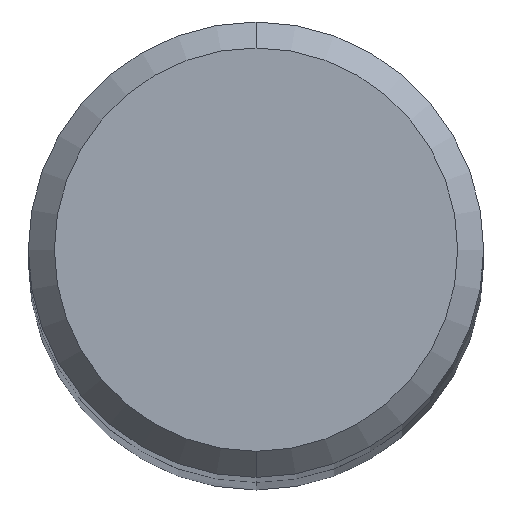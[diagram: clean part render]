
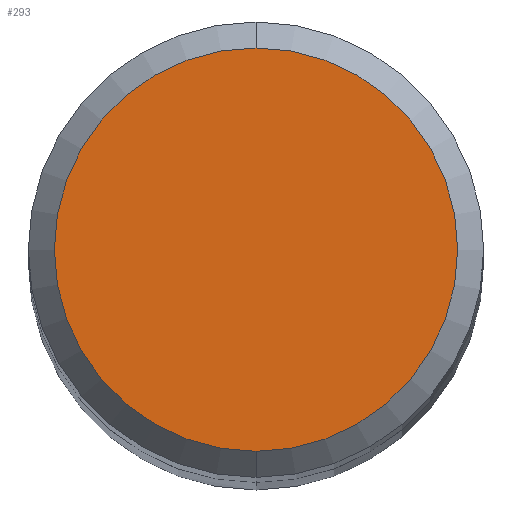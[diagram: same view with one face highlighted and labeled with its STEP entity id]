
A CAD part, top view. The second image highlights one B-rep face of the part: STEP entity #293.
In plain terms, the highlighted planar face has unit normal (0, 0, 1).
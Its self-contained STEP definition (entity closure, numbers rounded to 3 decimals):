
#247=VERTEX_POINT('',#515);
#283=VERTEX_POINT('',#554);
#293=ADVANCED_FACE('',(#566),#567,.T.);
#301=EDGE_CURVE('',#283,#247,#576,.T.);
#361=EDGE_CURVE('',#247,#283,#640,.T.);
#515=CARTESIAN_POINT('',(0.0,3.1,42.0));
#554=CARTESIAN_POINT('',(0.,-3.1,42.0));
#566=FACE_OUTER_BOUND('',#972,.T.);
#567=PLANE('',#973);
#576=CIRCLE('',#985,3.1);
#640=CIRCLE('',#1196,3.1);
#972=EDGE_LOOP('',(#1449,#1450));
#973=AXIS2_PLACEMENT_3D('',#1451,#1452,#1453);
#985=AXIS2_PLACEMENT_3D('',#1462,#1463,#1464);
#1196=AXIS2_PLACEMENT_3D('',#1509,#1510,#1511);
#1449=ORIENTED_EDGE('',*,*,#361,.F.);
#1450=ORIENTED_EDGE('',*,*,#301,.F.);
#1451=CARTESIAN_POINT('',(0.0,1.55,42.0));
#1452=DIRECTION('',(-0.0,0.0,1.0));
#1453=DIRECTION('',(0.0,-1.0,0.0));
#1462=CARTESIAN_POINT('',(0.0,0.0,42.0));
#1463=DIRECTION('',(0.0,0.0,-1.0));
#1464=DIRECTION('',(0.0,1.0,0.0));
#1509=CARTESIAN_POINT('',(0.0,0.0,42.0));
#1510=DIRECTION('',(0.0,0.0,-1.0));
#1511=DIRECTION('',(0.0,1.0,0.0));
